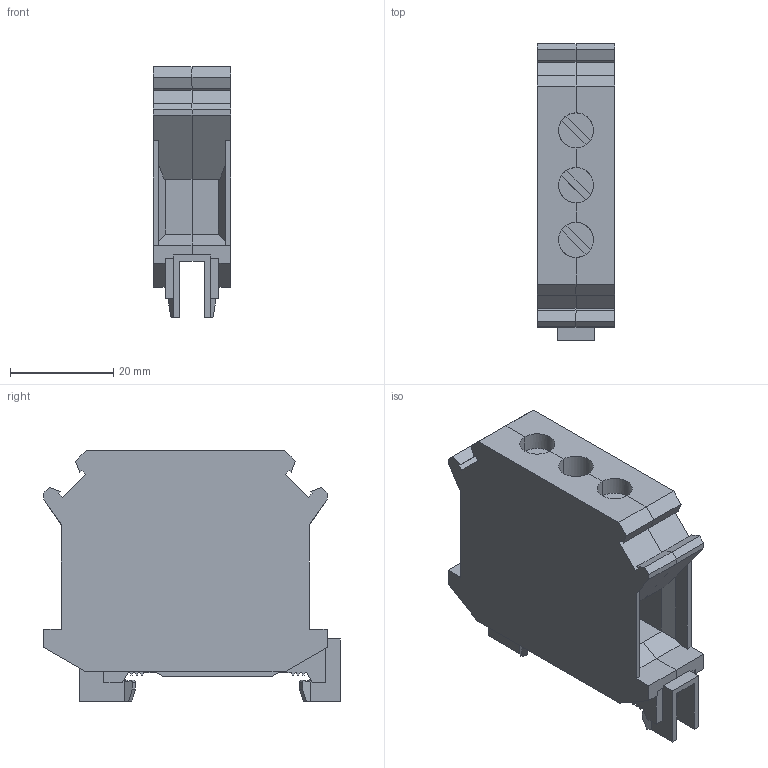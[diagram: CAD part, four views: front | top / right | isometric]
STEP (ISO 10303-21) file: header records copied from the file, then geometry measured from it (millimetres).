
FILE_DESCRIPTION(('STEP AP214'),'1');
FILE_NAME('cctmp_6C6A0FE4-86F3-488B-94FB-3F291047585C_2023_07_24_09_31_09_0288..stp','2023-07-24T07:31:09',('SIEMENS A&D'),('CADClick - www.CADClick.com'),'Spatial InterOp 3D postprocessed',' ','unknown authorization');
FILE_SCHEMA(('AUTOMOTIVE_DESIGN'));
Length unit declared in the file: millimetre
Products named in the file (1): 2023_07_24_09_31_09_0279
Bounding box: 15 x 57.45 x 48.6 mm (x, y, z)
Volume: 23709.5 mm3; surface area: 10656.2 mm2
Topology: 1 solids, 1 shells, 266 faces, 763 edges, 499 vertices
Faces by surface type: plane 244, cylinder 14, bspline 8
Entity records: 9969 total; most frequent: CARTESIAN_POINT 2261, ORIENTED_EDGE 1526, DIRECTION 1282, EDGE_CURVE 763, LINE 668, VECTOR 668, VERTEX_POINT 499, AXIS2_PLACEMENT_3D 307
